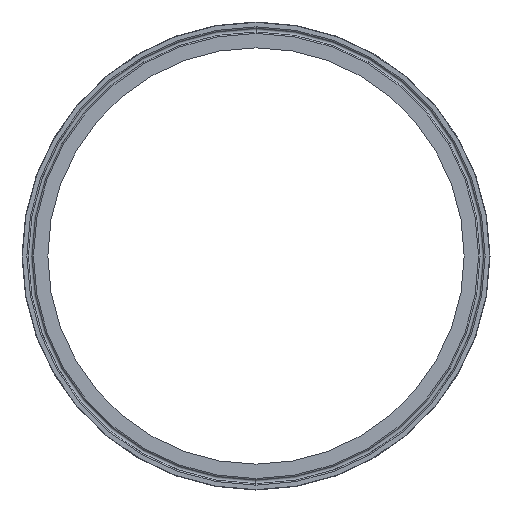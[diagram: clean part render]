
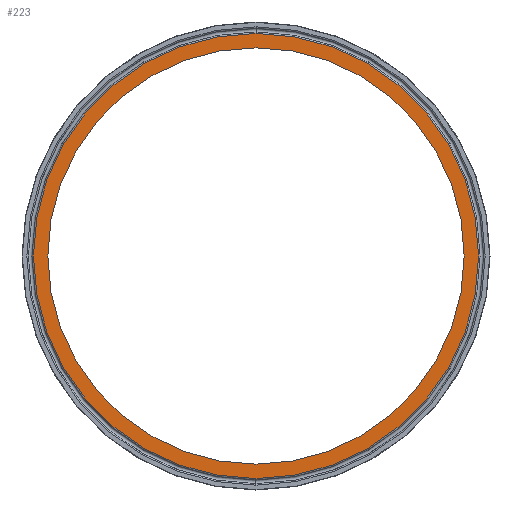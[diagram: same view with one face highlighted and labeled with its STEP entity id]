
A CAD part, left-side view. The second image highlights one B-rep face of the part: STEP entity #223.
In plain terms, the highlighted planar face has unit normal (-1, 0, 0).
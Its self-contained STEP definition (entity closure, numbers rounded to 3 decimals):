
#3 = CARTESIAN_POINT ( 'NONE',  ( 0., 0., 0. ) ) ;
#14 = AXIS2_PLACEMENT_3D ( 'NONE', #257, #194, #434 ) ;
#67 = CARTESIAN_POINT ( 'NONE',  ( 0., 0., 136.047 ) ) ;
#69 = DIRECTION ( 'NONE',  ( -1., 0., 0. ) ) ;
#96 = EDGE_LOOP ( 'NONE', ( #617, #312 ) ) ;
#98 = CARTESIAN_POINT ( 'NONE',  ( 0., 0., 127.255 ) ) ;
#103 = ORIENTED_EDGE ( 'NONE', *, *, #710, .T. ) ;
#117 = DIRECTION ( 'NONE',  ( -1., 0., 0. ) ) ;
#127 = CARTESIAN_POINT ( 'NONE',  ( 0., 0., 0. ) ) ;
#130 = DIRECTION ( 'NONE',  ( 0., 0., -1. ) ) ;
#131 = VERTEX_POINT ( 'NONE', #706 ) ;
#138 = ORIENTED_EDGE ( 'NONE', *, *, #540, .T. ) ;
#143 = DIRECTION ( 'NONE',  ( -1., 0., 0. ) ) ;
#151 = AXIS2_PLACEMENT_3D ( 'NONE', #480, #69, #415 ) ;
#194 = DIRECTION ( 'NONE',  ( -1., 0., 0. ) ) ;
#223 = ADVANCED_FACE ( 'NONE', ( #249, #720 ), #379, .F. ) ;
#249 = FACE_BOUND ( 'NONE', #96, .T. ) ;
#257 = CARTESIAN_POINT ( 'NONE',  ( 0., 0., 0. ) ) ;
#297 = DIRECTION ( 'NONE',  ( 1., 0., 0. ) ) ;
#312 = ORIENTED_EDGE ( 'NONE', *, *, #559, .F. ) ;
#316 = EDGE_LOOP ( 'NONE', ( #138, #103 ) ) ;
#338 = CIRCLE ( 'NONE', #421, 127.255 ) ;
#379 = PLANE ( 'NONE',  #560 ) ;
#406 = VERTEX_POINT ( 'NONE', #98 ) ;
#415 = DIRECTION ( 'NONE',  ( 0., 0., 1. ) ) ;
#421 = AXIS2_PLACEMENT_3D ( 'NONE', #127, #143, #600 ) ;
#434 = DIRECTION ( 'NONE',  ( 0., 0., 1. ) ) ;
#447 = CIRCLE ( 'NONE', #726, 127.255 ) ;
#480 = CARTESIAN_POINT ( 'NONE',  ( 0., 0., 0. ) ) ;
#516 = VERTEX_POINT ( 'NONE', #536 ) ;
#536 = CARTESIAN_POINT ( 'NONE',  ( 0., 0., -136.047 ) ) ;
#540 = EDGE_CURVE ( 'NONE', #566, #516, #602, .T. ) ;
#541 = DIRECTION ( 'NONE',  ( 0., 0., 1. ) ) ;
#542 = CARTESIAN_POINT ( 'NONE',  ( 0., 136.047, 0. ) ) ;
#559 = EDGE_CURVE ( 'NONE', #131, #406, #447, .T. ) ;
#560 = AXIS2_PLACEMENT_3D ( 'NONE', #542, #297, #130 ) ;
#566 = VERTEX_POINT ( 'NONE', #67 ) ;
#600 = DIRECTION ( 'NONE',  ( 0., 0., 1. ) ) ;
#602 = CIRCLE ( 'NONE', #151, 136.047 ) ;
#617 = ORIENTED_EDGE ( 'NONE', *, *, #656, .F. ) ;
#656 = EDGE_CURVE ( 'NONE', #406, #131, #338, .T. ) ;
#706 = CARTESIAN_POINT ( 'NONE',  ( 0., 0., -127.255 ) ) ;
#710 = EDGE_CURVE ( 'NONE', #516, #566, #751, .T. ) ;
#720 = FACE_OUTER_BOUND ( 'NONE', #316, .T. ) ;
#726 = AXIS2_PLACEMENT_3D ( 'NONE', #3, #117, #541 ) ;
#751 = CIRCLE ( 'NONE', #14, 136.047 ) ;
